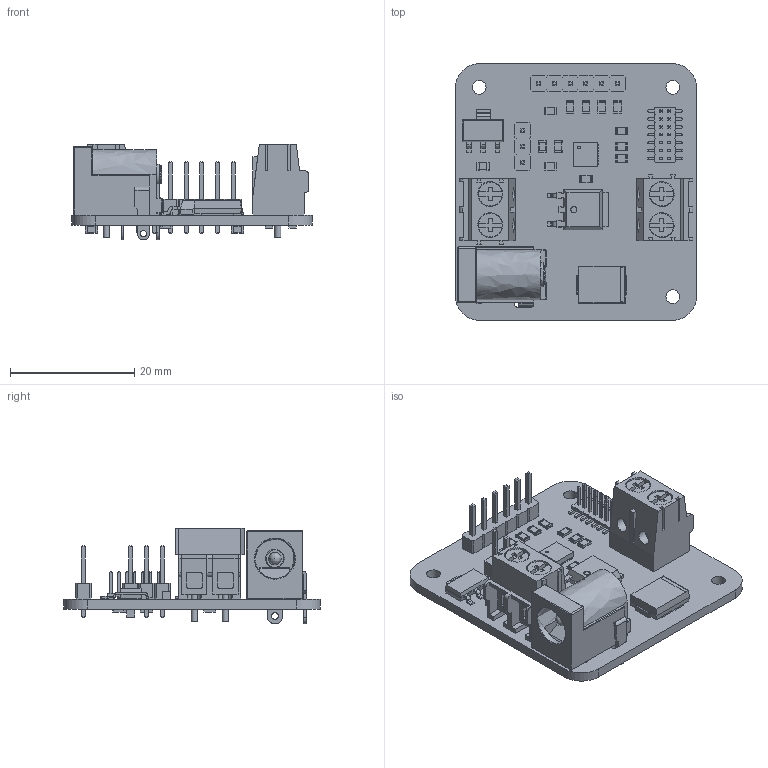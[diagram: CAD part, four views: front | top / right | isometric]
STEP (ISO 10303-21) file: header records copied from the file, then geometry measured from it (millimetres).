
FILE_DESCRIPTION(('KiCad electronic assembly'),'2;1');
FILE_NAME('DiLight.step','2022-08-24T03:36:17',('Pcbnew'),('Kicad'), 'Open CASCADE STEP processor 7.6','KiCad to STEP converter','Unknown' );
FILE_SCHEMA(('AUTOMOTIVE_DESIGN { 1 0 10303 214 1 1 1 1 }'));
Length unit declared in the file: millimetre
Products named in the file (24): DiLight 1; C_0805_2012Metric; SOLID; R_0805_2012Metric; D_SMC; SOT-223; PinHeader_1x06_P2.54mm_Vertical; PinHeader_1x03_P2.54mm_Vertical; TO-252-2; TerminalBlock_Phoenix_PT-1,5-2-5.0-H_1x02_P5.00mm_Horizontal; DS-210; COMPOUND; QFN-28_4x4mm_P0.5mm; PinHeader_2x07_P1.27mm_Vertical_SMD; DiLight PCB
Assembly tree (42 placements, depth 3):
  DiLight 1
    C_0805_2012Metric  x5
      SOLID
    R_0805_2012Metric  x15
      SOLID
    D_SMC
      SOLID
    SOT-223
      SOLID
    PinHeader_1x06_P2.54mm_Vertical
      SOLID
    PinHeader_1x03_P2.54mm_Vertical
      SOLID
    TO-252-2
      SOLID
    TerminalBlock_Phoenix_PT-1,5-2-5.0-H_1x02_P5.00mm_Horizontal  x2
      SOLID
    DS-210
      COMPOUND
    QFN-28_4x4mm_P0.5mm
      SOLID
    PinHeader_2x07_P1.27mm_Vertical_SMD
      SOLID
    DiLight PCB
Bounding box: 38.73 x 41.27 x 15.4 mm (x, y, z)
Volume: 5073.6 mm3; surface area: 8523 mm2
Topology: 35 solids, 35 shells, 1915 faces, 4976 edges, 3199 vertices
Faces by surface type: bspline 1876, cylinder 27, plane 12
Full cylindrical faces by diameter (mm): 1 x9, 1.3 x4, 2.2 x4
Entity records: 84416 total; most frequent: CARTESIAN_POINT 31346, B_SPLINE_CURVE_WITH_KNOTS 9184, ORIENTED_EDGE 6786, PCURVE 6786, DEFINITIONAL_REPRESENTATION 6786, EDGE_CURVE 3393, SURFACE_CURVE 3346, VERTEX_POINT 2165
